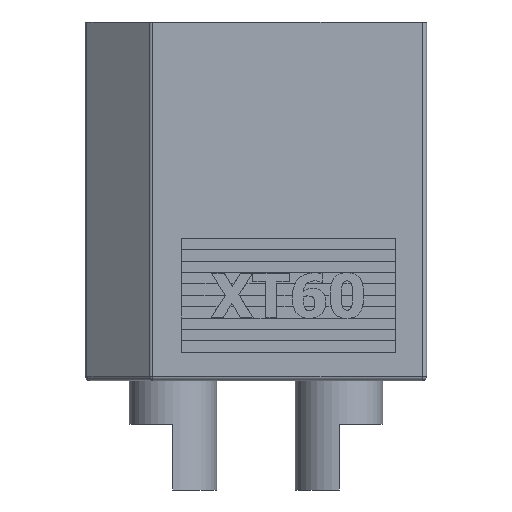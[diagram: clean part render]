
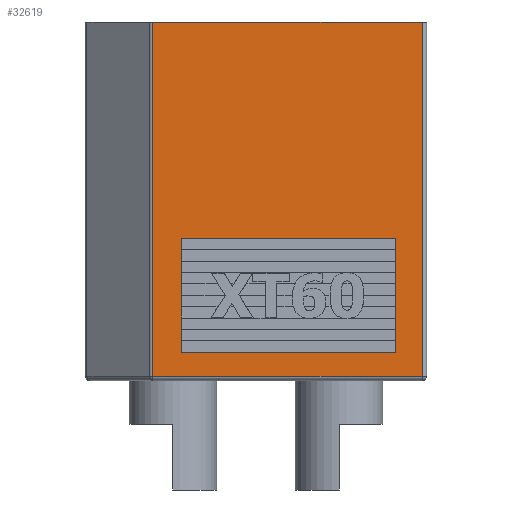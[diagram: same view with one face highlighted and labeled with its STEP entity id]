
A CAD part, front view. The second image highlights one B-rep face of the part: STEP entity #32619.
In plain terms, the highlighted planar face has unit normal (0, -1, 0).
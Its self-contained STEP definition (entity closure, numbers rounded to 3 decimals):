
#5912 = PLANE('',#5913);
#5913 = AXIS2_PLACEMENT_3D('',#5914,#5915,#5916);
#5914 = CARTESIAN_POINT('',(0.645,0.,16.4));
#5915 = DIRECTION('',(0.,0.,1.));
#5916 = DIRECTION('',(1.,0.,-0.));
#6499 = VERTEX_POINT('',#6500);
#6500 = CARTESIAN_POINT('',(-4.725,-4.,0.2));
#6537 = CYLINDRICAL_SURFACE('',#6538,0.2);
#6538 = AXIS2_PLACEMENT_3D('',#6539,#6540,#6541);
#6539 = CARTESIAN_POINT('',(-2.078,-3.8,0.2));
#6540 = DIRECTION('',(-1.,0.,0.));
#6541 = DIRECTION('',(-0.,-0.707,-0.707));
#6585 = CYLINDRICAL_SURFACE('',#6586,0.2);
#6586 = AXIS2_PLACEMENT_3D('',#6587,#6588,#6589);
#6587 = CARTESIAN_POINT('',(-4.725,-3.8,0.));
#6588 = DIRECTION('',(0.,0.,1.));
#6589 = DIRECTION('',(-0.35,-0.937,0.));
#6623 = VERTEX_POINT('',#6624);
#6624 = CARTESIAN_POINT('',(7.6,-4.,0.2));
#6802 = CYLINDRICAL_SURFACE('',#6803,0.2);
#6803 = AXIS2_PLACEMENT_3D('',#6804,#6805,#6806);
#6804 = CARTESIAN_POINT('',(7.6,-3.8,0.));
#6805 = DIRECTION('',(0.,0.,1.));
#6806 = DIRECTION('',(0.707,-0.707,0.));
#6894 = VERTEX_POINT('',#6895);
#6895 = CARTESIAN_POINT('',(7.6,-4.,16.4));
#6943 = EDGE_CURVE('',#6894,#6623,#6944,.T.);
#6944 = SURFACE_CURVE('',#6945,(#6949,#6956),.PCURVE_S1.);
#6945 = LINE('',#6946,#6947);
#6946 = CARTESIAN_POINT('',(7.6,-4.,16.4));
#6947 = VECTOR('',#6948,1.);
#6948 = DIRECTION('',(0.,0.,-1.));
#6949 = PCURVE('',#6802,#6950);
#6950 = DEFINITIONAL_REPRESENTATION('',(#6951),#6955);
#6951 = LINE('',#6952,#6953);
#6952 = CARTESIAN_POINT('',(5.498,16.4));
#6953 = VECTOR('',#6954,1.);
#6954 = DIRECTION('',(0.,-1.));
#6955 = ( GEOMETRIC_REPRESENTATION_CONTEXT(2) 
PARAMETRIC_REPRESENTATION_CONTEXT() REPRESENTATION_CONTEXT('2D SPACE',''
  ) );
#6956 = PCURVE('',#6957,#6962);
#6957 = PLANE('',#6958);
#6958 = AXIS2_PLACEMENT_3D('',#6959,#6960,#6961);
#6959 = CARTESIAN_POINT('',(-4.8,-4.,0.));
#6960 = DIRECTION('',(0.,-1.,0.));
#6961 = DIRECTION('',(1.,0.,0.));
#6962 = DEFINITIONAL_REPRESENTATION('',(#6963),#6967);
#6963 = LINE('',#6964,#6965);
#6964 = CARTESIAN_POINT('',(12.4,16.4));
#6965 = VECTOR('',#6966,1.);
#6966 = DIRECTION('',(0.,-1.));
#6967 = ( GEOMETRIC_REPRESENTATION_CONTEXT(2) 
PARAMETRIC_REPRESENTATION_CONTEXT() REPRESENTATION_CONTEXT('2D SPACE',''
  ) );
#7017 = EDGE_CURVE('',#6623,#6499,#7018,.T.);
#7018 = SURFACE_CURVE('',#7019,(#7023,#7030),.PCURVE_S1.);
#7019 = LINE('',#7020,#7021);
#7020 = CARTESIAN_POINT('',(7.6,-4.,0.2));
#7021 = VECTOR('',#7022,1.);
#7022 = DIRECTION('',(-1.,0.,0.));
#7023 = PCURVE('',#6537,#7024);
#7024 = DEFINITIONAL_REPRESENTATION('',(#7025),#7029);
#7025 = LINE('',#7026,#7027);
#7026 = CARTESIAN_POINT('',(7.069,-9.678));
#7027 = VECTOR('',#7028,1.);
#7028 = DIRECTION('',(0.,1.));
#7029 = ( GEOMETRIC_REPRESENTATION_CONTEXT(2) 
PARAMETRIC_REPRESENTATION_CONTEXT() REPRESENTATION_CONTEXT('2D SPACE',''
  ) );
#7030 = PCURVE('',#6957,#7031);
#7031 = DEFINITIONAL_REPRESENTATION('',(#7032),#7036);
#7032 = LINE('',#7033,#7034);
#7033 = CARTESIAN_POINT('',(12.4,0.2));
#7034 = VECTOR('',#7035,1.);
#7035 = DIRECTION('',(-1.,0.));
#7036 = ( GEOMETRIC_REPRESENTATION_CONTEXT(2) 
PARAMETRIC_REPRESENTATION_CONTEXT() REPRESENTATION_CONTEXT('2D SPACE',''
  ) );
#7042 = VERTEX_POINT('',#7043);
#7043 = CARTESIAN_POINT('',(-4.725,-4.,16.4));
#7120 = EDGE_CURVE('',#6499,#7042,#7121,.T.);
#7121 = SURFACE_CURVE('',#7122,(#7126,#7133),.PCURVE_S1.);
#7122 = LINE('',#7123,#7124);
#7123 = CARTESIAN_POINT('',(-4.725,-4.,0.2));
#7124 = VECTOR('',#7125,1.);
#7125 = DIRECTION('',(0.,0.,1.));
#7126 = PCURVE('',#6585,#7127);
#7127 = DEFINITIONAL_REPRESENTATION('',(#7128),#7132);
#7128 = LINE('',#7129,#7130);
#7129 = CARTESIAN_POINT('',(0.357,0.2));
#7130 = VECTOR('',#7131,1.);
#7131 = DIRECTION('',(0.,1.));
#7132 = ( GEOMETRIC_REPRESENTATION_CONTEXT(2) 
PARAMETRIC_REPRESENTATION_CONTEXT() REPRESENTATION_CONTEXT('2D SPACE',''
  ) );
#7133 = PCURVE('',#6957,#7134);
#7134 = DEFINITIONAL_REPRESENTATION('',(#7135),#7139);
#7135 = LINE('',#7136,#7137);
#7136 = CARTESIAN_POINT('',(0.075,0.2));
#7137 = VECTOR('',#7138,1.);
#7138 = DIRECTION('',(0.,1.));
#7139 = ( GEOMETRIC_REPRESENTATION_CONTEXT(2) 
PARAMETRIC_REPRESENTATION_CONTEXT() REPRESENTATION_CONTEXT('2D SPACE',''
  ) );
#10374 = EDGE_CURVE('',#7042,#6894,#10375,.T.);
#10375 = SURFACE_CURVE('',#10376,(#10380,#10387),.PCURVE_S1.);
#10376 = LINE('',#10377,#10378);
#10377 = CARTESIAN_POINT('',(-4.725,-4.,16.4));
#10378 = VECTOR('',#10379,1.);
#10379 = DIRECTION('',(1.,0.,0.));
#10380 = PCURVE('',#5912,#10381);
#10381 = DEFINITIONAL_REPRESENTATION('',(#10382),#10386);
#10382 = LINE('',#10383,#10384);
#10383 = CARTESIAN_POINT('',(-5.37,-4.));
#10384 = VECTOR('',#10385,1.);
#10385 = DIRECTION('',(1.,0.));
#10386 = ( GEOMETRIC_REPRESENTATION_CONTEXT(2) 
PARAMETRIC_REPRESENTATION_CONTEXT() REPRESENTATION_CONTEXT('2D SPACE',''
  ) );
#10387 = PCURVE('',#6957,#10388);
#10388 = DEFINITIONAL_REPRESENTATION('',(#10389),#10393);
#10389 = LINE('',#10390,#10391);
#10390 = CARTESIAN_POINT('',(0.075,16.4));
#10391 = VECTOR('',#10392,1.);
#10392 = DIRECTION('',(1.,0.));
#10393 = ( GEOMETRIC_REPRESENTATION_CONTEXT(2) 
PARAMETRIC_REPRESENTATION_CONTEXT() REPRESENTATION_CONTEXT('2D SPACE',''
  ) );
#28447 = PLANE('',#28448);
#28448 = AXIS2_PLACEMENT_3D('',#28449,#28450,#28451);
#28449 = CARTESIAN_POINT('',(-3.4,-4.,1.3));
#28450 = DIRECTION('',(-1.,0.,0.));
#28451 = DIRECTION('',(0.,0.,1.));
#28570 = PLANE('',#28571);
#28571 = AXIS2_PLACEMENT_3D('',#28572,#28573,#28574);
#28572 = CARTESIAN_POINT('',(6.4,-4.,6.5));
#28573 = DIRECTION('',(1.,0.,0.));
#28574 = DIRECTION('',(0.,0.,-1.));
#30758 = PLANE('',#30759);
#30759 = AXIS2_PLACEMENT_3D('',#30760,#30761,#30762);
#30760 = CARTESIAN_POINT('',(6.4,-4.,1.3));
#30761 = DIRECTION('',(0.,0.,-1.));
#30762 = DIRECTION('',(-1.,0.,0.));
#30901 = EDGE_CURVE('',#30902,#30904,#30906,.T.);
#30902 = VERTEX_POINT('',#30903);
#30903 = CARTESIAN_POINT('',(6.4,-4.,6.5));
#30904 = VERTEX_POINT('',#30905);
#30905 = CARTESIAN_POINT('',(6.4,-4.,1.3));
#30906 = SURFACE_CURVE('',#30907,(#30911,#30918),.PCURVE_S1.);
#30907 = LINE('',#30908,#30909);
#30908 = CARTESIAN_POINT('',(6.4,-4.,6.5));
#30909 = VECTOR('',#30910,1.);
#30910 = DIRECTION('',(0.,0.,-1.));
#30911 = PCURVE('',#28570,#30912);
#30912 = DEFINITIONAL_REPRESENTATION('',(#30913),#30917);
#30913 = LINE('',#30914,#30915);
#30914 = CARTESIAN_POINT('',(0.,0.));
#30915 = VECTOR('',#30916,1.);
#30916 = DIRECTION('',(1.,0.));
#30917 = ( GEOMETRIC_REPRESENTATION_CONTEXT(2) 
PARAMETRIC_REPRESENTATION_CONTEXT() REPRESENTATION_CONTEXT('2D SPACE',''
  ) );
#30918 = PCURVE('',#6957,#30919);
#30919 = DEFINITIONAL_REPRESENTATION('',(#30920),#30924);
#30920 = LINE('',#30921,#30922);
#30921 = CARTESIAN_POINT('',(11.2,6.5));
#30922 = VECTOR('',#30923,1.);
#30923 = DIRECTION('',(0.,-1.));
#30924 = ( GEOMETRIC_REPRESENTATION_CONTEXT(2) 
PARAMETRIC_REPRESENTATION_CONTEXT() REPRESENTATION_CONTEXT('2D SPACE',''
  ) );
#30942 = PLANE('',#30943);
#30943 = AXIS2_PLACEMENT_3D('',#30944,#30945,#30946);
#30944 = CARTESIAN_POINT('',(-3.4,-4.,6.5));
#30945 = DIRECTION('',(0.,0.,1.));
#30946 = DIRECTION('',(1.,0.,-0.));
#31017 = EDGE_CURVE('',#31018,#30902,#31020,.T.);
#31018 = VERTEX_POINT('',#31019);
#31019 = CARTESIAN_POINT('',(-3.4,-4.,6.5));
#31020 = SURFACE_CURVE('',#31021,(#31025,#31032),.PCURVE_S1.);
#31021 = LINE('',#31022,#31023);
#31022 = CARTESIAN_POINT('',(-3.4,-4.,6.5));
#31023 = VECTOR('',#31024,1.);
#31024 = DIRECTION('',(1.,0.,0.));
#31025 = PCURVE('',#30942,#31026);
#31026 = DEFINITIONAL_REPRESENTATION('',(#31027),#31031);
#31027 = LINE('',#31028,#31029);
#31028 = CARTESIAN_POINT('',(0.,0.));
#31029 = VECTOR('',#31030,1.);
#31030 = DIRECTION('',(1.,0.));
#31031 = ( GEOMETRIC_REPRESENTATION_CONTEXT(2) 
PARAMETRIC_REPRESENTATION_CONTEXT() REPRESENTATION_CONTEXT('2D SPACE',''
  ) );
#31032 = PCURVE('',#6957,#31033);
#31033 = DEFINITIONAL_REPRESENTATION('',(#31034),#31038);
#31034 = LINE('',#31035,#31036);
#31035 = CARTESIAN_POINT('',(1.4,6.5));
#31036 = VECTOR('',#31037,1.);
#31037 = DIRECTION('',(1.,0.));
#31038 = ( GEOMETRIC_REPRESENTATION_CONTEXT(2) 
PARAMETRIC_REPRESENTATION_CONTEXT() REPRESENTATION_CONTEXT('2D SPACE',''
  ) );
#31110 = EDGE_CURVE('',#31111,#31018,#31113,.T.);
#31111 = VERTEX_POINT('',#31112);
#31112 = CARTESIAN_POINT('',(-3.4,-4.,1.3));
#31113 = SURFACE_CURVE('',#31114,(#31118,#31125),.PCURVE_S1.);
#31114 = LINE('',#31115,#31116);
#31115 = CARTESIAN_POINT('',(-3.4,-4.,1.3));
#31116 = VECTOR('',#31117,1.);
#31117 = DIRECTION('',(0.,0.,1.));
#31118 = PCURVE('',#28447,#31119);
#31119 = DEFINITIONAL_REPRESENTATION('',(#31120),#31124);
#31120 = LINE('',#31121,#31122);
#31121 = CARTESIAN_POINT('',(0.,0.));
#31122 = VECTOR('',#31123,1.);
#31123 = DIRECTION('',(1.,0.));
#31124 = ( GEOMETRIC_REPRESENTATION_CONTEXT(2) 
PARAMETRIC_REPRESENTATION_CONTEXT() REPRESENTATION_CONTEXT('2D SPACE',''
  ) );
#31125 = PCURVE('',#6957,#31126);
#31126 = DEFINITIONAL_REPRESENTATION('',(#31127),#31131);
#31127 = LINE('',#31128,#31129);
#31128 = CARTESIAN_POINT('',(1.4,1.3));
#31129 = VECTOR('',#31130,1.);
#31130 = DIRECTION('',(0.,1.));
#31131 = ( GEOMETRIC_REPRESENTATION_CONTEXT(2) 
PARAMETRIC_REPRESENTATION_CONTEXT() REPRESENTATION_CONTEXT('2D SPACE',''
  ) );
#31175 = EDGE_CURVE('',#30904,#31111,#31176,.T.);
#31176 = SURFACE_CURVE('',#31177,(#31181,#31188),.PCURVE_S1.);
#31177 = LINE('',#31178,#31179);
#31178 = CARTESIAN_POINT('',(6.4,-4.,1.3));
#31179 = VECTOR('',#31180,1.);
#31180 = DIRECTION('',(-1.,0.,0.));
#31181 = PCURVE('',#30758,#31182);
#31182 = DEFINITIONAL_REPRESENTATION('',(#31183),#31187);
#31183 = LINE('',#31184,#31185);
#31184 = CARTESIAN_POINT('',(0.,0.));
#31185 = VECTOR('',#31186,1.);
#31186 = DIRECTION('',(1.,0.));
#31187 = ( GEOMETRIC_REPRESENTATION_CONTEXT(2) 
PARAMETRIC_REPRESENTATION_CONTEXT() REPRESENTATION_CONTEXT('2D SPACE',''
  ) );
#31188 = PCURVE('',#6957,#31189);
#31189 = DEFINITIONAL_REPRESENTATION('',(#31190),#31194);
#31190 = LINE('',#31191,#31192);
#31191 = CARTESIAN_POINT('',(11.2,1.3));
#31192 = VECTOR('',#31193,1.);
#31193 = DIRECTION('',(-1.,0.));
#31194 = ( GEOMETRIC_REPRESENTATION_CONTEXT(2) 
PARAMETRIC_REPRESENTATION_CONTEXT() REPRESENTATION_CONTEXT('2D SPACE',''
  ) );
#32619 = ADVANCED_FACE('',(#32620,#32626),#6957,.T.);
#32620 = FACE_BOUND('',#32621,.T.);
#32621 = EDGE_LOOP('',(#32622,#32623,#32624,#32625));
#32622 = ORIENTED_EDGE('',*,*,#6943,.F.);
#32623 = ORIENTED_EDGE('',*,*,#10374,.F.);
#32624 = ORIENTED_EDGE('',*,*,#7120,.F.);
#32625 = ORIENTED_EDGE('',*,*,#7017,.F.);
#32626 = FACE_BOUND('',#32627,.T.);
#32627 = EDGE_LOOP('',(#32628,#32629,#32630,#32631));
#32628 = ORIENTED_EDGE('',*,*,#30901,.T.);
#32629 = ORIENTED_EDGE('',*,*,#31175,.T.);
#32630 = ORIENTED_EDGE('',*,*,#31110,.T.);
#32631 = ORIENTED_EDGE('',*,*,#31017,.T.);
